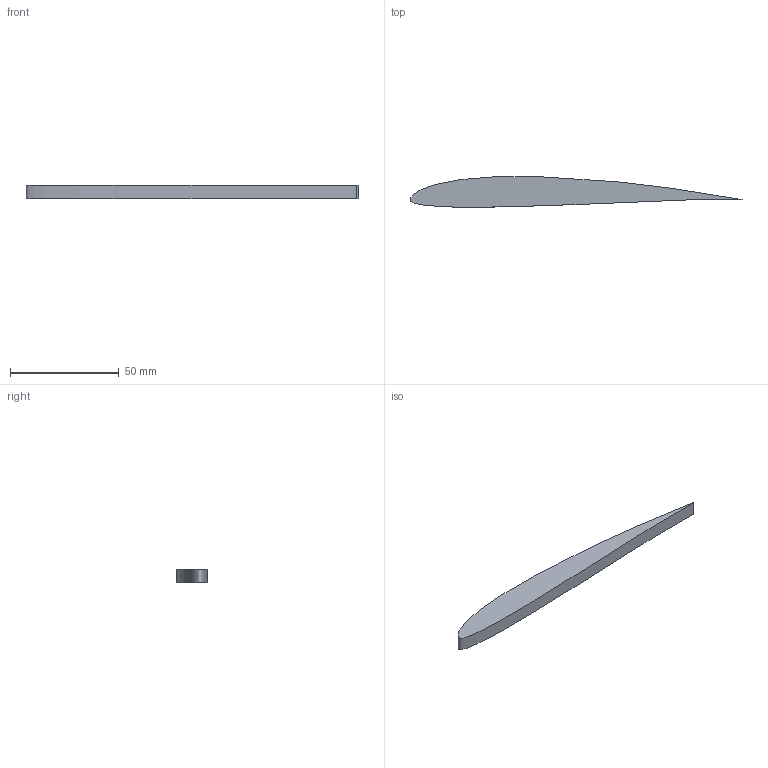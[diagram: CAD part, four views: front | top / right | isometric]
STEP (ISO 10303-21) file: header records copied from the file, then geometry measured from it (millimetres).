
FILE_DESCRIPTION (( 'STEP AP214' ), '1' );
FILE_NAME ('Wing_SD7080_6in_OutsideEdge.STEP', '2025-10-12T01:09:04', ( '' ), ( '' ), 'SwSTEP 2.0', 'SolidWorks 2024', '' );
FILE_SCHEMA (( 'AUTOMOTIVE_DESIGN' ));
Length unit declared in the file: inch
Products named in the file (1): Wing_SD7080_6in_OutsideEdge
Bounding box: 152.39 x 14 x 6.35 mm (x, y, z)
Volume: 6445.7 mm3; surface area: 4778.8 mm2
Topology: 1 solids, 1 shells, 4 faces, 6 edges, 4 vertices
Faces by surface type: plane 3, bspline 1
Entity records: 355 total; most frequent: CARTESIAN_POINT 260, DIRECTION 12, ORIENTED_EDGE 12, EDGE_CURVE 6, VERTEX_POINT 4, EDGE_LOOP 4, VECTOR 4, ADVANCED_FACE 4
